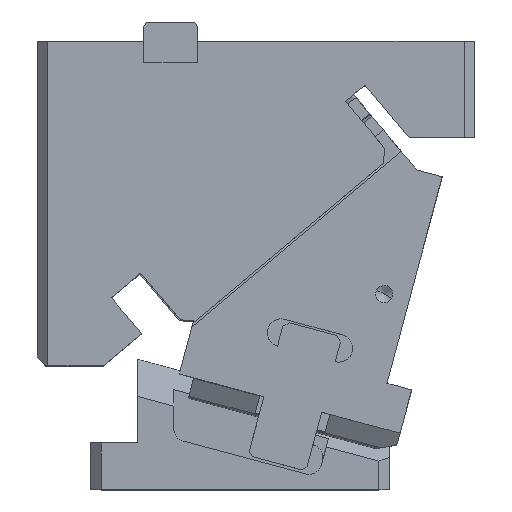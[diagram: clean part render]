
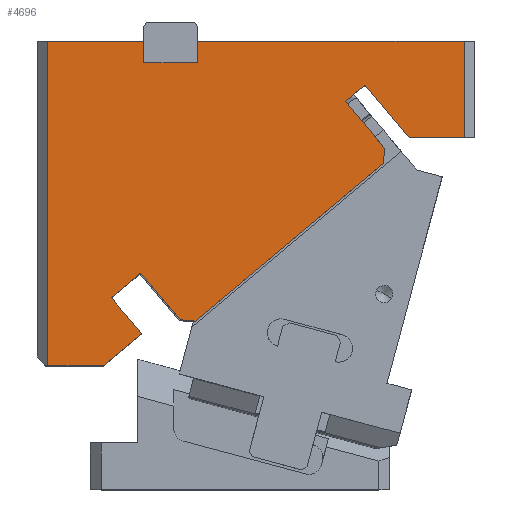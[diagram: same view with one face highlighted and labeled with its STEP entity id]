
A CAD part, top view. The second image highlights one B-rep face of the part: STEP entity #4696.
In plain terms, the highlighted planar face has unit normal (0, 0, 1).
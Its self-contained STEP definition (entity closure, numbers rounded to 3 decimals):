
#70=CARTESIAN_POINT('Vertex',(-75.971,-16.046,30.)) ;
#73=CARTESIAN_POINT('Line Origine',(-79.493,-15.738,30.)) ;
#77=CARTESIAN_POINT('Vertex',(-83.015,-15.43,30.)) ;
#97=CARTESIAN_POINT('Line Origine',(-31.924,20.914,30.)) ;
#101=CARTESIAN_POINT('Vertex',(12.124,57.874,30.)) ;
#139=CARTESIAN_POINT('Vertex',(12.74,64.919,30.)) ;
#142=CARTESIAN_POINT('Line Origine',(12.432,61.397,30.)) ;
#159=CARTESIAN_POINT('Line Origine',(3.565,75.853,30.)) ;
#163=CARTESIAN_POINT('Vertex',(-5.609,86.787,30.)) ;
#495=CARTESIAN_POINT('Vertex',(3.583,94.5,30.)) ;
#498=CARTESIAN_POINT('Line Origine',(-1.013,90.644,30.)) ;
#507=CARTESIAN_POINT('Vertex',(-101.365,6.438,30.)) ;
#510=CARTESIAN_POINT('Line Origine',(-108.259,0.653,30.)) ;
#514=CARTESIAN_POINT('Vertex',(-115.154,-5.132,30.)) ;
#672=CARTESIAN_POINT('Line Origine',(-92.19,-4.496,30.)) ;
#1263=CARTESIAN_POINT('Vertex',(-100.,115.,30.)) ;
#1266=CARTESIAN_POINT('Line Origine',(-100.,110.,30.)) ;
#1270=CARTESIAN_POINT('Vertex',(-100.,105.,30.)) ;
#1491=CARTESIAN_POINT('Line Origine',(-87.5,105.,30.)) ;
#1495=CARTESIAN_POINT('Vertex',(-75.,105.,30.)) ;
#1510=CARTESIAN_POINT('Line Origine',(-75.,110.,30.)) ;
#1514=CARTESIAN_POINT('Vertex',(-75.,115.,30.)) ;
#1534=CARTESIAN_POINT('Line Origine',(13.862,82.25,30.)) ;
#1538=CARTESIAN_POINT('Vertex',(24.141,70.,30.)) ;
#1611=CARTESIAN_POINT('Vertex',(50.,70.,30.)) ;
#1625=CARTESIAN_POINT('Vertex',(50.,115.,30.)) ;
#1628=CARTESIAN_POINT('Line Origine',(50.,92.5,30.)) ;
#2106=CARTESIAN_POINT('Line Origine',(37.071,70.,30.)) ;
#2164=CARTESIAN_POINT('Line Origine',(-12.5,115.,30.)) ;
#2310=CARTESIAN_POINT('Vertex',(-145.,115.,30.)) ;
#2313=CARTESIAN_POINT('Line Origine',(-122.5,115.,30.)) ;
#4539=CARTESIAN_POINT('Line Origine',(-108.083,-13.558,30.)) ;
#4543=CARTESIAN_POINT('Vertex',(-101.012,-21.985,30.)) ;
#4638=CARTESIAN_POINT('Line Origine',(-109.96,-29.492,30.)) ;
#4642=CARTESIAN_POINT('Vertex',(-118.907,-37.,30.)) ;
#4658=CARTESIAN_POINT('Axis2P3D Location',(55.,115.,30.)) ;
#4663=CARTESIAN_POINT('Line Origine',(-145.,39.,30.)) ;
#4667=CARTESIAN_POINT('Vertex',(-145.,-37.,30.)) ;
#4670=CARTESIAN_POINT('Line Origine',(-131.953,-37.,30.)) ;
#74=DIRECTION('Vector Direction',(0.996,-0.087,0.)) ;
#98=DIRECTION('Vector Direction',(0.766,0.643,0.)) ;
#143=DIRECTION('Vector Direction',(0.087,0.996,0.)) ;
#160=DIRECTION('Vector Direction',(-0.643,0.766,0.)) ;
#499=DIRECTION('Vector Direction',(0.766,0.643,0.)) ;
#511=DIRECTION('Vector Direction',(0.766,0.643,0.)) ;
#673=DIRECTION('Vector Direction',(-0.643,0.766,0.)) ;
#1267=DIRECTION('Vector Direction',(0.,1.,0.)) ;
#1492=DIRECTION('Vector Direction',(1.,0.,0.)) ;
#1511=DIRECTION('Vector Direction',(0.,1.,0.)) ;
#1535=DIRECTION('Vector Direction',(0.643,-0.766,0.)) ;
#1629=DIRECTION('Vector Direction',(0.,1.,0.)) ;
#2107=DIRECTION('Vector Direction',(1.,0.,0.)) ;
#2165=DIRECTION('Vector Direction',(-1.,0.,0.)) ;
#2314=DIRECTION('Vector Direction',(-1.,0.,0.)) ;
#4540=DIRECTION('Vector Direction',(-0.643,0.766,0.)) ;
#4639=DIRECTION('Vector Direction',(0.766,0.643,0.)) ;
#4659=DIRECTION('Axis2P3D Direction',(0.,0.,1.)) ;
#4660=DIRECTION('Axis2P3D XDirection',(1.,0.,0.)) ;
#4664=DIRECTION('Vector Direction',(0.,-1.,0.)) ;
#4671=DIRECTION('Vector Direction',(1.,0.,0.)) ;
#4661=AXIS2_PLACEMENT_3D('Plane Axis2P3D',#4658,#4659,#4660) ;
#4676=ORIENTED_EDGE('',*,*,#165,.T.) ;
#4677=ORIENTED_EDGE('',*,*,#502,.T.) ;
#4678=ORIENTED_EDGE('',*,*,#1540,.T.) ;
#4679=ORIENTED_EDGE('',*,*,#2110,.T.) ;
#4680=ORIENTED_EDGE('',*,*,#1632,.T.) ;
#4681=ORIENTED_EDGE('',*,*,#2168,.T.) ;
#4682=ORIENTED_EDGE('',*,*,#1516,.F.) ;
#4683=ORIENTED_EDGE('',*,*,#1497,.F.) ;
#4684=ORIENTED_EDGE('',*,*,#1272,.T.) ;
#4685=ORIENTED_EDGE('',*,*,#2317,.T.) ;
#4686=ORIENTED_EDGE('',*,*,#4669,.T.) ;
#4687=ORIENTED_EDGE('',*,*,#4674,.T.) ;
#4688=ORIENTED_EDGE('',*,*,#4644,.T.) ;
#4689=ORIENTED_EDGE('',*,*,#4545,.T.) ;
#4690=ORIENTED_EDGE('',*,*,#516,.T.) ;
#4691=ORIENTED_EDGE('',*,*,#676,.F.) ;
#4692=ORIENTED_EDGE('',*,*,#79,.T.) ;
#4693=ORIENTED_EDGE('',*,*,#103,.T.) ;
#4694=ORIENTED_EDGE('',*,*,#146,.T.) ;
#75=VECTOR('Line Direction',#74,1.) ;
#99=VECTOR('Line Direction',#98,1.) ;
#144=VECTOR('Line Direction',#143,1.) ;
#161=VECTOR('Line Direction',#160,1.) ;
#500=VECTOR('Line Direction',#499,1.) ;
#512=VECTOR('Line Direction',#511,1.) ;
#674=VECTOR('Line Direction',#673,1.) ;
#1268=VECTOR('Line Direction',#1267,1.) ;
#1493=VECTOR('Line Direction',#1492,1.) ;
#1512=VECTOR('Line Direction',#1511,1.) ;
#1536=VECTOR('Line Direction',#1535,1.) ;
#1630=VECTOR('Line Direction',#1629,1.) ;
#2108=VECTOR('Line Direction',#2107,1.) ;
#2166=VECTOR('Line Direction',#2165,1.) ;
#2315=VECTOR('Line Direction',#2314,1.) ;
#4541=VECTOR('Line Direction',#4540,1.) ;
#4640=VECTOR('Line Direction',#4639,1.) ;
#4665=VECTOR('Line Direction',#4664,1.) ;
#4672=VECTOR('Line Direction',#4671,1.) ;
#4696=ADVANCED_FACE('CAM HOLDER',(#4695),#4662,.T.) ;
#79=EDGE_CURVE('',#78,#71,#76,.T.) ;
#103=EDGE_CURVE('',#71,#102,#100,.T.) ;
#146=EDGE_CURVE('',#102,#140,#145,.T.) ;
#165=EDGE_CURVE('',#140,#164,#162,.T.) ;
#502=EDGE_CURVE('',#164,#496,#501,.T.) ;
#516=EDGE_CURVE('',#515,#508,#513,.T.) ;
#676=EDGE_CURVE('',#78,#508,#675,.T.) ;
#1272=EDGE_CURVE('',#1271,#1264,#1269,.T.) ;
#1497=EDGE_CURVE('',#1271,#1496,#1494,.T.) ;
#1516=EDGE_CURVE('',#1496,#1515,#1513,.T.) ;
#1540=EDGE_CURVE('',#496,#1539,#1537,.T.) ;
#1632=EDGE_CURVE('',#1612,#1626,#1631,.T.) ;
#2110=EDGE_CURVE('',#1539,#1612,#2109,.T.) ;
#2168=EDGE_CURVE('',#1626,#1515,#2167,.T.) ;
#2317=EDGE_CURVE('',#1264,#2311,#2316,.T.) ;
#4545=EDGE_CURVE('',#4544,#515,#4542,.T.) ;
#4644=EDGE_CURVE('',#4643,#4544,#4641,.T.) ;
#4669=EDGE_CURVE('',#2311,#4668,#4666,.T.) ;
#4674=EDGE_CURVE('',#4668,#4643,#4673,.T.) ;
#4675=EDGE_LOOP('',(#4676,#4677,#4678,#4679,#4680,#4681,#4682,#4683,#4684,#4685,#4686,#4687,#4688,#4689,#4690,#4691,#4692,#4693,#4694)) ;
#4695=FACE_OUTER_BOUND('',#4675,.T.) ;
#76=LINE('Line',#73,#75) ;
#100=LINE('Line',#97,#99) ;
#145=LINE('Line',#142,#144) ;
#162=LINE('Line',#159,#161) ;
#501=LINE('Line',#498,#500) ;
#513=LINE('Line',#510,#512) ;
#675=LINE('Line',#672,#674) ;
#1269=LINE('Line',#1266,#1268) ;
#1494=LINE('Line',#1491,#1493) ;
#1513=LINE('Line',#1510,#1512) ;
#1537=LINE('Line',#1534,#1536) ;
#1631=LINE('Line',#1628,#1630) ;
#2109=LINE('Line',#2106,#2108) ;
#2167=LINE('Line',#2164,#2166) ;
#2316=LINE('Line',#2313,#2315) ;
#4542=LINE('Line',#4539,#4541) ;
#4641=LINE('Line',#4638,#4640) ;
#4666=LINE('Line',#4663,#4665) ;
#4673=LINE('Line',#4670,#4672) ;
#4662=PLANE('Plane',#4661) ;
#71=VERTEX_POINT('',#70) ;
#78=VERTEX_POINT('',#77) ;
#102=VERTEX_POINT('',#101) ;
#140=VERTEX_POINT('',#139) ;
#164=VERTEX_POINT('',#163) ;
#496=VERTEX_POINT('',#495) ;
#508=VERTEX_POINT('',#507) ;
#515=VERTEX_POINT('',#514) ;
#1264=VERTEX_POINT('',#1263) ;
#1271=VERTEX_POINT('',#1270) ;
#1496=VERTEX_POINT('',#1495) ;
#1515=VERTEX_POINT('',#1514) ;
#1539=VERTEX_POINT('',#1538) ;
#1612=VERTEX_POINT('',#1611) ;
#1626=VERTEX_POINT('',#1625) ;
#2311=VERTEX_POINT('',#2310) ;
#4544=VERTEX_POINT('',#4543) ;
#4643=VERTEX_POINT('',#4642) ;
#4668=VERTEX_POINT('',#4667) ;
